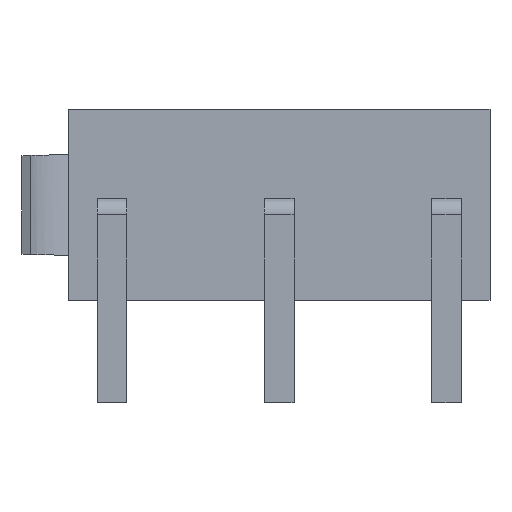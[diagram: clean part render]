
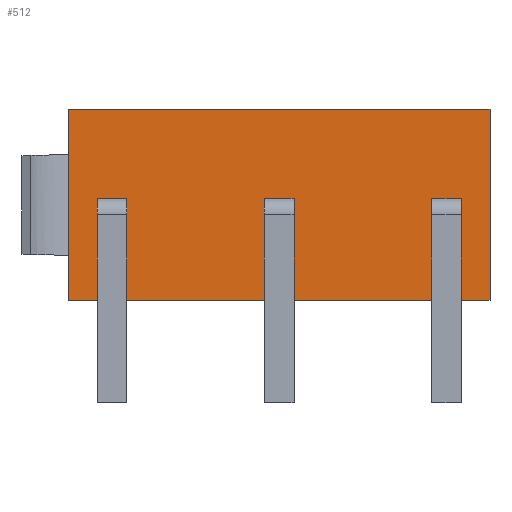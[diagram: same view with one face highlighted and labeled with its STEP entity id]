
A CAD part, front view. The second image highlights one B-rep face of the part: STEP entity #512.
In plain terms, the highlighted planar face has unit normal (0, -1, 0).
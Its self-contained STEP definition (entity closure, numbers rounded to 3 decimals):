
#335 = VERTEX_POINT('',#336);
#336 = CARTESIAN_POINT('',(5.531,2.8,2.9));
#342 = EDGE_CURVE('',#335,#343,#345,.T.);
#343 = VERTEX_POINT('',#344);
#344 = CARTESIAN_POINT('',(5.531,2.8,3.3));
#345 = LINE('',#346,#347);
#346 = CARTESIAN_POINT('',(5.531,2.8,3.3));
#347 = VECTOR('',#348,1.);
#348 = DIRECTION('',(0.,0.,1.));
#413 = EDGE_CURVE('',#414,#343,#416,.T.);
#414 = VERTEX_POINT('',#415);
#415 = CARTESIAN_POINT('',(4.631,2.8,3.3));
#416 = LINE('',#417,#418);
#417 = CARTESIAN_POINT('',(4.631,2.8,3.3));
#418 = VECTOR('',#419,1.);
#419 = DIRECTION('',(1.,0.,0.));
#495 = VERTEX_POINT('',#496);
#496 = CARTESIAN_POINT('',(4.631,2.8,2.9));
#502 = EDGE_CURVE('',#495,#335,#503,.T.);
#503 = LINE('',#504,#505);
#504 = CARTESIAN_POINT('',(4.631,2.8,2.9));
#505 = VECTOR('',#506,1.);
#506 = DIRECTION('',(1.,0.,0.));
#512 = ADVANCED_FACE('',(#513,#547,#558,#592),#626,.F.);
#513 = FACE_BOUND('',#514,.T.);
#514 = EDGE_LOOP('',(#515,#525,#533,#541));
#515 = ORIENTED_EDGE('',*,*,#516,.F.);
#516 = EDGE_CURVE('',#517,#519,#521,.T.);
#517 = VERTEX_POINT('',#518);
#518 = CARTESIAN_POINT('',(9.711,2.8,2.9));
#519 = VERTEX_POINT('',#520);
#520 = CARTESIAN_POINT('',(10.611,2.8,2.9));
#521 = LINE('',#522,#523);
#522 = CARTESIAN_POINT('',(9.711,2.8,2.9));
#523 = VECTOR('',#524,1.);
#524 = DIRECTION('',(1.,0.,0.));
#525 = ORIENTED_EDGE('',*,*,#526,.T.);
#526 = EDGE_CURVE('',#517,#527,#529,.T.);
#527 = VERTEX_POINT('',#528);
#528 = CARTESIAN_POINT('',(9.711,2.8,3.3));
#529 = LINE('',#530,#531);
#530 = CARTESIAN_POINT('',(9.711,2.8,3.3));
#531 = VECTOR('',#532,1.);
#532 = DIRECTION('',(0.,0.,1.));
#533 = ORIENTED_EDGE('',*,*,#534,.T.);
#534 = EDGE_CURVE('',#527,#535,#537,.T.);
#535 = VERTEX_POINT('',#536);
#536 = CARTESIAN_POINT('',(10.611,2.8,3.3));
#537 = LINE('',#538,#539);
#538 = CARTESIAN_POINT('',(9.711,2.8,3.3));
#539 = VECTOR('',#540,1.);
#540 = DIRECTION('',(1.,0.,0.));
#541 = ORIENTED_EDGE('',*,*,#542,.F.);
#542 = EDGE_CURVE('',#519,#535,#543,.T.);
#543 = LINE('',#544,#545);
#544 = CARTESIAN_POINT('',(10.611,2.8,3.3));
#545 = VECTOR('',#546,1.);
#546 = DIRECTION('',(0.,0.,1.));
#547 = FACE_BOUND('',#548,.T.);
#548 = EDGE_LOOP('',(#549,#550,#556,#557));
#549 = ORIENTED_EDGE('',*,*,#502,.F.);
#550 = ORIENTED_EDGE('',*,*,#551,.T.);
#551 = EDGE_CURVE('',#495,#414,#552,.T.);
#552 = LINE('',#553,#554);
#553 = CARTESIAN_POINT('',(4.631,2.8,3.3));
#554 = VECTOR('',#555,1.);
#555 = DIRECTION('',(0.,0.,1.));
#556 = ORIENTED_EDGE('',*,*,#413,.T.);
#557 = ORIENTED_EDGE('',*,*,#342,.F.);
#558 = FACE_BOUND('',#559,.T.);
#559 = EDGE_LOOP('',(#560,#570,#578,#586));
#560 = ORIENTED_EDGE('',*,*,#561,.T.);
#561 = EDGE_CURVE('',#562,#564,#566,.T.);
#562 = VERTEX_POINT('',#563);
#563 = CARTESIAN_POINT('',(11.481,2.8,6.));
#564 = VERTEX_POINT('',#565);
#565 = CARTESIAN_POINT('',(-1.319,2.8,6.));
#566 = LINE('',#567,#568);
#567 = CARTESIAN_POINT('',(11.481,2.8,6.));
#568 = VECTOR('',#569,1.);
#569 = DIRECTION('',(-1.,0.,0.));
#570 = ORIENTED_EDGE('',*,*,#571,.F.);
#571 = EDGE_CURVE('',#572,#564,#574,.T.);
#572 = VERTEX_POINT('',#573);
#573 = CARTESIAN_POINT('',(-1.319,2.8,0.2));
#574 = LINE('',#575,#576);
#575 = CARTESIAN_POINT('',(-1.319,2.8,0.2));
#576 = VECTOR('',#577,1.);
#577 = DIRECTION('',(0.,0.,1.));
#578 = ORIENTED_EDGE('',*,*,#579,.F.);
#579 = EDGE_CURVE('',#580,#572,#582,.T.);
#580 = VERTEX_POINT('',#581);
#581 = CARTESIAN_POINT('',(11.481,2.8,0.2));
#582 = LINE('',#583,#584);
#583 = CARTESIAN_POINT('',(11.481,2.8,0.2));
#584 = VECTOR('',#585,1.);
#585 = DIRECTION('',(-1.,0.,0.));
#586 = ORIENTED_EDGE('',*,*,#587,.T.);
#587 = EDGE_CURVE('',#580,#562,#588,.T.);
#588 = LINE('',#589,#590);
#589 = CARTESIAN_POINT('',(11.481,2.8,0.2));
#590 = VECTOR('',#591,1.);
#591 = DIRECTION('',(0.,0.,1.));
#592 = FACE_BOUND('',#593,.T.);
#593 = EDGE_LOOP('',(#594,#604,#612,#620));
#594 = ORIENTED_EDGE('',*,*,#595,.F.);
#595 = EDGE_CURVE('',#596,#598,#600,.T.);
#596 = VERTEX_POINT('',#597);
#597 = CARTESIAN_POINT('',(0.451,2.8,2.9));
#598 = VERTEX_POINT('',#599);
#599 = CARTESIAN_POINT('',(0.451,2.8,3.3));
#600 = LINE('',#601,#602);
#601 = CARTESIAN_POINT('',(0.451,2.8,3.3));
#602 = VECTOR('',#603,1.);
#603 = DIRECTION('',(0.,0.,1.));
#604 = ORIENTED_EDGE('',*,*,#605,.F.);
#605 = EDGE_CURVE('',#606,#596,#608,.T.);
#606 = VERTEX_POINT('',#607);
#607 = CARTESIAN_POINT('',(-0.449,2.8,2.9));
#608 = LINE('',#609,#610);
#609 = CARTESIAN_POINT('',(-0.449,2.8,2.9));
#610 = VECTOR('',#611,1.);
#611 = DIRECTION('',(1.,0.,0.));
#612 = ORIENTED_EDGE('',*,*,#613,.T.);
#613 = EDGE_CURVE('',#606,#614,#616,.T.);
#614 = VERTEX_POINT('',#615);
#615 = CARTESIAN_POINT('',(-0.449,2.8,3.3));
#616 = LINE('',#617,#618);
#617 = CARTESIAN_POINT('',(-0.449,2.8,3.3));
#618 = VECTOR('',#619,1.);
#619 = DIRECTION('',(0.,0.,1.));
#620 = ORIENTED_EDGE('',*,*,#621,.T.);
#621 = EDGE_CURVE('',#614,#598,#622,.T.);
#622 = LINE('',#623,#624);
#623 = CARTESIAN_POINT('',(-0.449,2.8,3.3));
#624 = VECTOR('',#625,1.);
#625 = DIRECTION('',(1.,0.,0.));
#626 = PLANE('',#627);
#627 = AXIS2_PLACEMENT_3D('',#628,#629,#630);
#628 = CARTESIAN_POINT('',(11.481,2.8,0.2));
#629 = DIRECTION('',(0.,1.,0.));
#630 = DIRECTION('',(1.,0.,0.));
